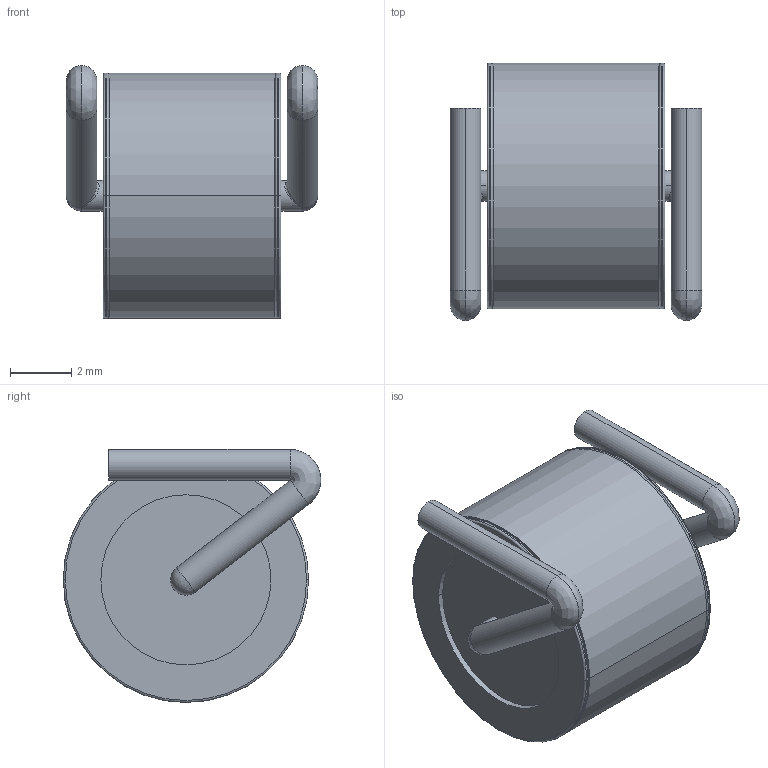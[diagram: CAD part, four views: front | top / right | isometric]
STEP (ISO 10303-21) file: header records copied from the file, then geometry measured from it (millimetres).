
FILE_DESCRIPTION((''),'2;1');
FILE_NAME('ST-0350-BBX','2013-03-14T',('maxm'),('Bourns, Inc.'),'PRO/ENGINEER BY PARAMETRIC TECHNOLOGY CORPORATION, 2012230','PRO/ENGINEER BY PARAMETRIC TECHNOLOGY CORPORATION, 2012230','');
FILE_SCHEMA(('CONFIG_CONTROL_DESIGN'));
Length unit declared in the file: millimetre
Products named in the file (1): ST-0350-BBX
Bounding box: 8.2 x 8.4 x 8.25 mm (x, y, z)
Volume: 300.8 mm3; surface area: 436.7 mm2
Topology: 5 solids, 6 shells, 55 faces, 108 edges, 57 vertices
Faces by surface type: cylinder 22, plane 15, torus 8, bspline 8, sphere 2
Entity records: 1828 total; most frequent: CARTESIAN_POINT 692, DIRECTION 256, ORIENTED_EDGE 200, AXIS2_PLACEMENT_3D 115, EDGE_CURVE 101, CIRCLE 67, EDGE_LOOP 59, VERTEX_POINT 57
